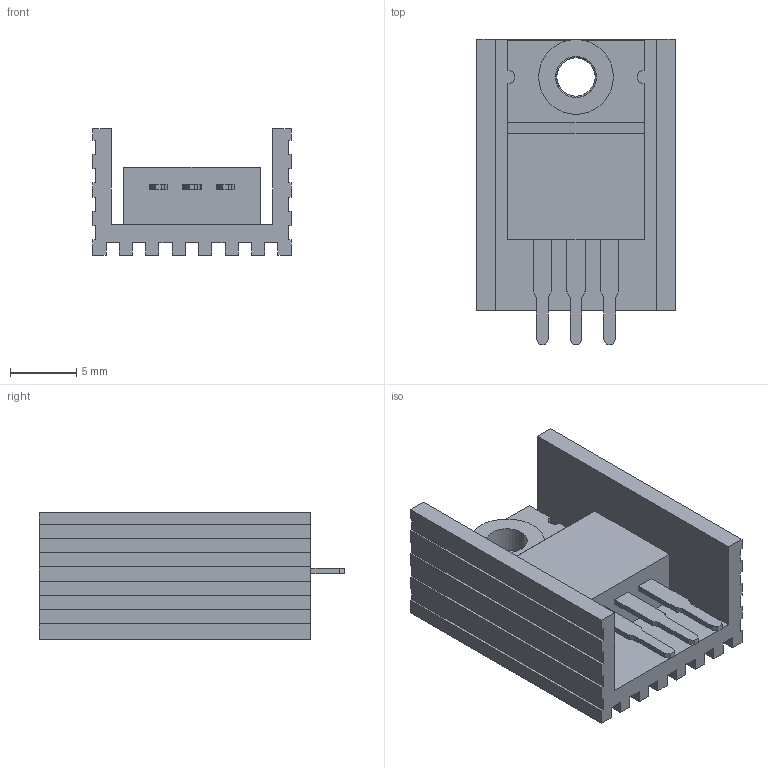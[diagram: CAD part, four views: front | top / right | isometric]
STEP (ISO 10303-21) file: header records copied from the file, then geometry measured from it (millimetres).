
FILE_DESCRIPTION (( 'STEP AP214' ), '1' );
FILE_NAME ('TO220andHeatsinkAssy.STEP', '2020-10-06T11:35:13', ( '' ), ( '' ), 'SwSTEP 2.0', 'SolidWorks 2019', '' );
FILE_SCHEMA (( 'AUTOMOTIVE_DESIGN' ));
Length unit declared in the file: millimetre
Products named in the file (4): TO220Washer; TO220HeatSink; TO220ShortLegs; TO220andHeatsinkAssy
Assembly tree (3 placements, depth 2):
  TO220andHeatsinkAssy
    TO220Washer
    TO220ShortLegs
    TO220HeatSink
Bounding box: 15 x 23.11 x 9.55 mm (x, y, z)
Volume: 1421.7 mm3; surface area: 2372.2 mm2
Topology: 3 solids, 3 shells, 179 faces, 520 edges, 346 vertices
Faces by surface type: plane 136, cylinder 24, bspline 19
Entity records: 10434 total; most frequent: CARTESIAN_POINT 5216, ORIENTED_EDGE 1040, DIRECTION 794, EDGE_CURVE 520, VECTOR 412, LINE 412, VERTEX_POINT 346, AXIS2_PLACEMENT_3D 191
